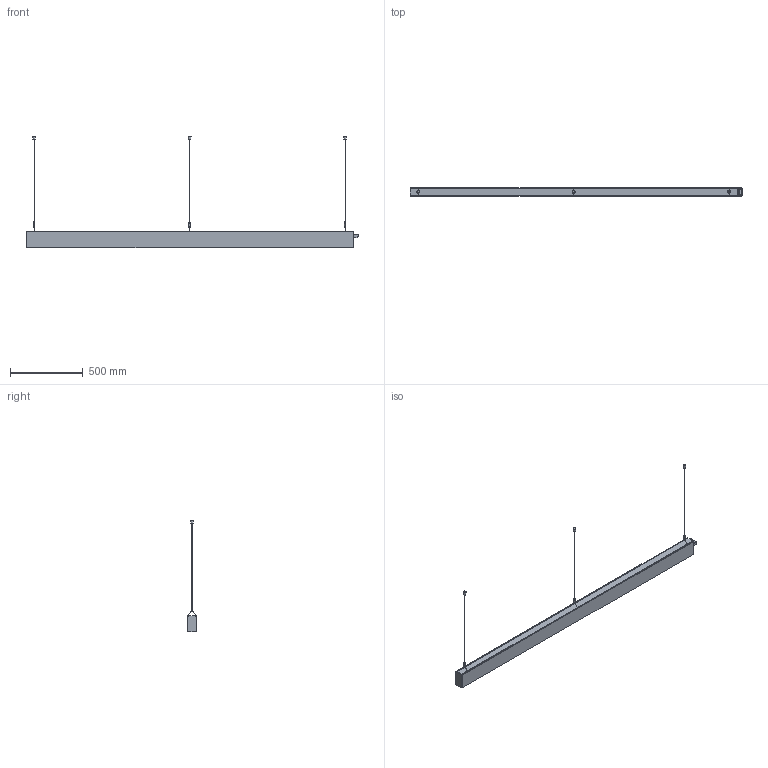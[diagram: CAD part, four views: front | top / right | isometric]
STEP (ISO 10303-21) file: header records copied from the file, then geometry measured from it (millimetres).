
FILE_DESCRIPTION(/* description */ (''),/* implementation_level */ '2;1');
FILE_NAME(/* name */ '10000091735n3p000_01.stp',/* time_stamp */ '2022-02-02T10:24:43+01:00',/* author */ (''),/* organization */ (''),/* preprocessor_version */ 'ST-DEVELOPER v15',/* originating_system */ 'SIEMENS PLM Software NX 9.0',/* authorisation */ '');
FILE_SCHEMA (('AUTOMOTIVE_DESIGN { 1 0 10303 214 3 1 1 1 }'));
Length unit declared in the file: millimetre
Products named in the file (1): 10000091735n3p000_01
Bounding box: 2280.6 x 60 x 766.34 mm (x, y, z)
Volume: 14772693.5 mm3; surface area: 864211.1 mm2
Topology: 1 solids, 6 shells, 393 faces, 1074 edges, 698 vertices
Faces by surface type: plane 209, cylinder 152, torus 20, cone 10, sphere 2
Full cylindrical faces by diameter (mm): 5 x2, 10 x1, 16 x3, 20 x3
Entity records: 13093 total; most frequent: CARTESIAN_POINT 2806, DIRECTION 2174, ORIENTED_EDGE 2128, EDGE_CURVE 1064, AXIS2_PLACEMENT_3D 778, VERTEX_POINT 699, LINE 618, VECTOR 618
